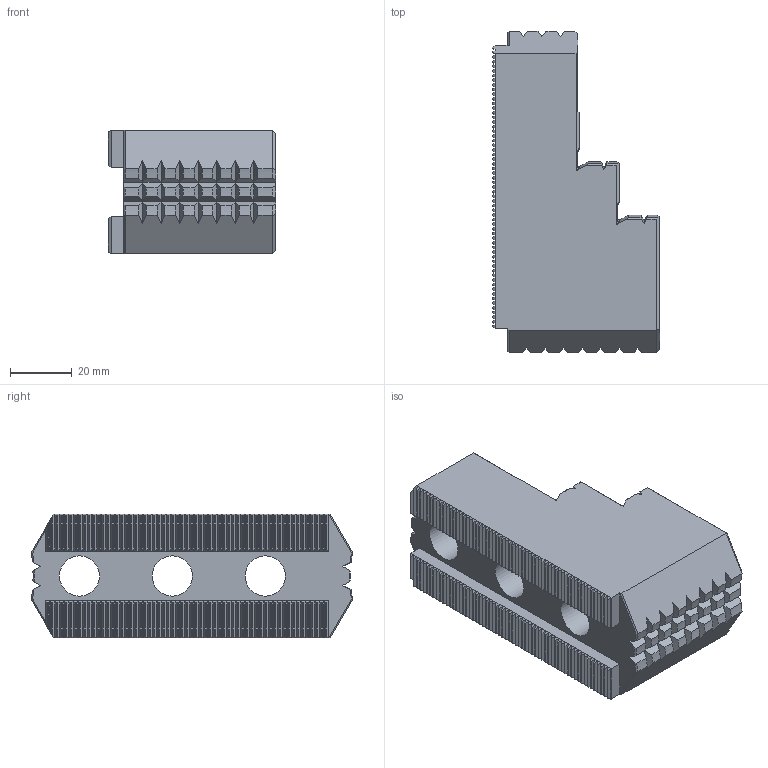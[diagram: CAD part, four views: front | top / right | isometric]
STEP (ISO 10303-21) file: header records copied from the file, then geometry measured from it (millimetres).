
FILE_DESCRIPTION (( 'STEP AP214' ), '1' );
FILE_NAME ('HB10AA1-61P382930-1.STEP', '2025-09-03T10:13:42', ( '' ), ( '' ), 'SwSTEP 2.0', 'SolidWorks 2022', '' );
FILE_SCHEMA (( 'AUTOMOTIVE_DESIGN' ));
Length unit declared in the file: millimetre
Products named in the file (1): HB10AA1-61P382930-1
Bounding box: 54 x 103.82 x 40 mm (x, y, z)
Volume: 125918.4 mm3; surface area: 26905.4 mm2
Topology: 1 solids, 1 shells, 737 faces, 2166 edges, 1433 vertices
Faces by surface type: plane 426, cylinder 191, cone 113, torus 7
Full cylindrical faces by diameter (mm): 13 x3, 19 x3
Entity records: 24368 total; most frequent: CARTESIAN_POINT 5816, ORIENTED_EDGE 4300, DIRECTION 3362, EDGE_CURVE 2150, LINE 1438, VECTOR 1438, VERTEX_POINT 1428, AXIS2_PLACEMENT_3D 962
